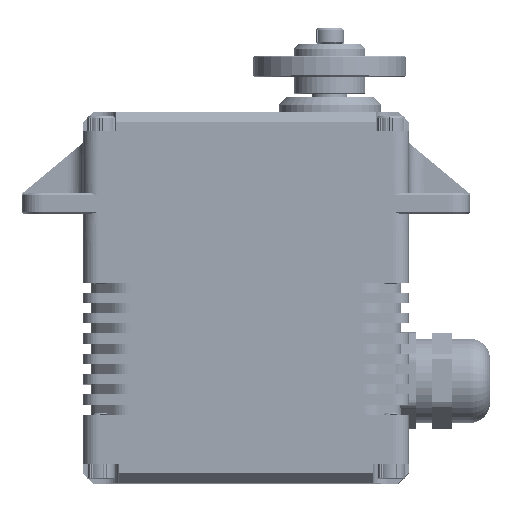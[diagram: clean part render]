
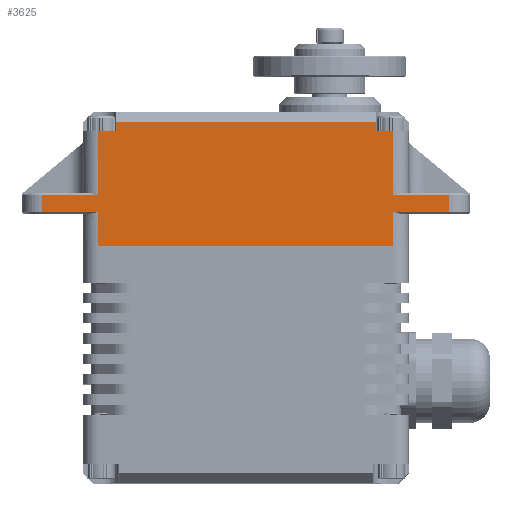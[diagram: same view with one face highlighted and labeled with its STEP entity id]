
A CAD part, top view. The second image highlights one B-rep face of the part: STEP entity #3625.
In plain terms, the highlighted planar face has unit normal (0, 0, 1).
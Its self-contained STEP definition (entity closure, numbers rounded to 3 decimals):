
#393=DIRECTION('',(1.,0.,0.));
#394=VECTOR('',#393,11.);
#395=CARTESIAN_POINT('',(29.,6.6,16.5));
#396=LINE('',#395,#394);
#400=DIRECTION('',(-1.,0.,0.));
#401=VECTOR('',#400,58.);
#402=CARTESIAN_POINT('',(29.,0.,16.5));
#403=LINE('',#402,#401);
#407=DIRECTION('',(0.,1.,0.));
#408=VECTOR('',#407,1.8);
#409=CARTESIAN_POINT('',(-25.5,22.5,16.5));
#410=LINE('',#409,#408);
#424=DIRECTION('',(0.,-1.,0.));
#425=VECTOR('',#424,6.6);
#426=CARTESIAN_POINT('',(-29.,6.6,16.5));
#427=LINE('',#426,#425);
#1350=DIRECTION('',(0.,1.,0.));
#1351=VECTOR('',#1350,3.4);
#1352=CARTESIAN_POINT('',(40.,6.6,16.5));
#1353=LINE('',#1352,#1351);
#1616=DIRECTION('',(-1.,0.,0.));
#1617=VECTOR('',#1616,3.5);
#1618=CARTESIAN_POINT('',(29.,22.5,16.5));
#1619=LINE('',#1618,#1617);
#1664=DIRECTION('',(0.,1.,0.));
#1665=VECTOR('',#1664,12.5);
#1666=CARTESIAN_POINT('',(29.,10.,16.5));
#1667=LINE('',#1666,#1665);
#1678=DIRECTION('',(-1.,0.,0.));
#1679=VECTOR('',#1678,11.);
#1680=CARTESIAN_POINT('',(40.,10.,16.5));
#1681=LINE('',#1680,#1679);
#1685=DIRECTION('',(0.,1.,0.));
#1686=VECTOR('',#1685,1.8);
#1687=CARTESIAN_POINT('',(25.5,22.5,16.5));
#1688=LINE('',#1687,#1686);
#1713=DIRECTION('',(-1.,0.,0.));
#1714=VECTOR('',#1713,51.);
#1715=CARTESIAN_POINT('',(25.5,24.3,16.5));
#1716=LINE('',#1715,#1714);
#1741=DIRECTION('',(-1.,0.,0.));
#1742=VECTOR('',#1741,3.5);
#1743=CARTESIAN_POINT('',(-25.5,22.5,16.5));
#1744=LINE('',#1743,#1742);
#1794=DIRECTION('',(0.,-1.,0.));
#1795=VECTOR('',#1794,12.5);
#1796=CARTESIAN_POINT('',(-29.,22.5,16.5));
#1797=LINE('',#1796,#1795);
#1816=DIRECTION('',(-1.,0.,0.));
#1817=VECTOR('',#1816,11.);
#1818=CARTESIAN_POINT('',(-29.,10.,16.5));
#1819=LINE('',#1818,#1817);
#2082=DIRECTION('',(0.,-1.,0.));
#2083=VECTOR('',#2082,3.4);
#2084=CARTESIAN_POINT('',(-40.,10.,16.5));
#2085=LINE('',#2084,#2083);
#2118=DIRECTION('',(1.,0.,0.));
#2119=VECTOR('',#2118,11.);
#2120=CARTESIAN_POINT('',(-40.,6.6,16.5));
#2121=LINE('',#2120,#2119);
#2892=DIRECTION('',(0.,1.,0.));
#2893=VECTOR('',#2892,6.6);
#2894=CARTESIAN_POINT('',(29.,0.,16.5));
#2895=LINE('',#2894,#2893);
#2929=CARTESIAN_POINT('',(-29.,0.,16.5));
#2930=VERTEX_POINT('',#2929);
#2931=CARTESIAN_POINT('',(29.,0.,16.5));
#2932=VERTEX_POINT('',#2931);
#2970=CARTESIAN_POINT('',(-25.5,22.5,16.5));
#2972=VERTEX_POINT('',#2970);
#2973=CARTESIAN_POINT('',(-29.,22.5,16.5));
#2974=VERTEX_POINT('',#2973);
#3007=CARTESIAN_POINT('',(29.,22.5,16.5));
#3008=VERTEX_POINT('',#3007);
#3009=CARTESIAN_POINT('',(25.5,22.5,16.5));
#3010=VERTEX_POINT('',#3009);
#3189=CARTESIAN_POINT('',(40.,6.6,16.5));
#3190=VERTEX_POINT('',#3189);
#3191=CARTESIAN_POINT('',(29.,6.6,16.5));
#3192=VERTEX_POINT('',#3191);
#3193=CARTESIAN_POINT('',(-29.,6.6,16.5));
#3194=VERTEX_POINT('',#3193);
#3195=CARTESIAN_POINT('',(-40.,6.6,16.5));
#3196=VERTEX_POINT('',#3195);
#3197=CARTESIAN_POINT('',(-40.,10.,16.5));
#3198=VERTEX_POINT('',#3197);
#3199=CARTESIAN_POINT('',(-29.,10.,16.5));
#3200=VERTEX_POINT('',#3199);
#3201=CARTESIAN_POINT('',(-25.5,24.3,16.5));
#3202=VERTEX_POINT('',#3201);
#3203=CARTESIAN_POINT('',(25.5,24.3,16.5));
#3204=VERTEX_POINT('',#3203);
#3205=CARTESIAN_POINT('',(29.,10.,16.5));
#3206=VERTEX_POINT('',#3205);
#3207=CARTESIAN_POINT('',(40.,10.,16.5));
#3208=VERTEX_POINT('',#3207);
#3588=CARTESIAN_POINT('',(-32.,0.,16.5));
#3589=DIRECTION('',(0.,0.,1.));
#3590=DIRECTION('',(1.,0.,0.));
#3591=AXIS2_PLACEMENT_3D('',#3588,#3589,#3590);
#3592=PLANE('',#3591);
#3593=ORIENTED_EDGE('',*,*,#3433,.T.);
#3595=ORIENTED_EDGE('',*,*,#3594,.F.);
#3597=ORIENTED_EDGE('',*,*,#3596,.F.);
#3599=ORIENTED_EDGE('',*,*,#3598,.F.);
#3601=ORIENTED_EDGE('',*,*,#3600,.F.);
#3603=ORIENTED_EDGE('',*,*,#3602,.F.);
#3605=ORIENTED_EDGE('',*,*,#3604,.F.);
#3607=ORIENTED_EDGE('',*,*,#3606,.T.);
#3609=ORIENTED_EDGE('',*,*,#3608,.F.);
#3611=ORIENTED_EDGE('',*,*,#3610,.F.);
#3613=ORIENTED_EDGE('',*,*,#3612,.F.);
#3615=ORIENTED_EDGE('',*,*,#3614,.F.);
#3617=ORIENTED_EDGE('',*,*,#3616,.F.);
#3619=ORIENTED_EDGE('',*,*,#3618,.F.);
#3620=ORIENTED_EDGE('',*,*,#3578,.F.);
#3622=ORIENTED_EDGE('',*,*,#3621,.F.);
#3623=EDGE_LOOP('',(#3593,#3595,#3597,#3599,#3601,#3603,#3605,#3607,#3609,#3611,
#3613,#3615,#3617,#3619,#3620,#3622));
#3624=FACE_OUTER_BOUND('',#3623,.F.);
#3625=ADVANCED_FACE('',(#3624),#3592,.T.);
#3433=EDGE_CURVE('',#2932,#2930,#403,.T.);
#3578=EDGE_CURVE('',#3192,#3190,#396,.T.);
#3594=EDGE_CURVE('',#3194,#2930,#427,.T.);
#3596=EDGE_CURVE('',#3196,#3194,#2121,.T.);
#3598=EDGE_CURVE('',#3198,#3196,#2085,.T.);
#3600=EDGE_CURVE('',#3200,#3198,#1819,.T.);
#3602=EDGE_CURVE('',#2974,#3200,#1797,.T.);
#3604=EDGE_CURVE('',#2972,#2974,#1744,.T.);
#3606=EDGE_CURVE('',#2972,#3202,#410,.T.);
#3608=EDGE_CURVE('',#3204,#3202,#1716,.T.);
#3610=EDGE_CURVE('',#3010,#3204,#1688,.T.);
#3612=EDGE_CURVE('',#3008,#3010,#1619,.T.);
#3614=EDGE_CURVE('',#3206,#3008,#1667,.T.);
#3616=EDGE_CURVE('',#3208,#3206,#1681,.T.);
#3618=EDGE_CURVE('',#3190,#3208,#1353,.T.);
#3621=EDGE_CURVE('',#2932,#3192,#2895,.T.);
